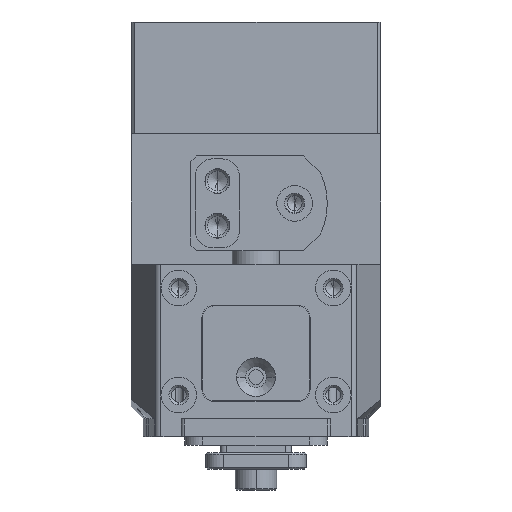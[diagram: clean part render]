
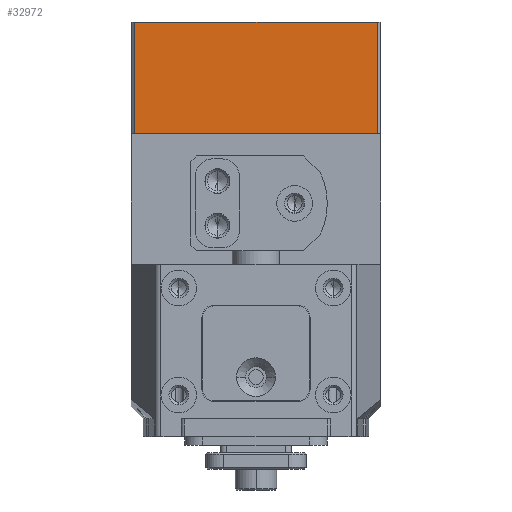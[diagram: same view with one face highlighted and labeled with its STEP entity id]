
A CAD part, left-side view. The second image highlights one B-rep face of the part: STEP entity #32972.
In plain terms, the highlighted face is planar.
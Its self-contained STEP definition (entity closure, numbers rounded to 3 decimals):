
#752 = LINE ( 'NONE', #24014, #46738 ) ;
#1326 = VECTOR ( 'NONE', #34513, 1000. ) ;
#1450 = EDGE_CURVE ( 'NONE', #2979, #41630, #35173, .T. ) ;
#2979 = VERTEX_POINT ( 'NONE', #9970 ) ;
#3439 = AXIS2_PLACEMENT_3D ( 'NONE', #16056, #34560, #20052 ) ;
#3749 = CARTESIAN_POINT ( 'NONE',  ( 30.4, -21.55, -76.5 ) ) ;
#4756 = CARTESIAN_POINT ( 'NONE',  ( -10.4, -21.55, -76.5 ) ) ;
#5613 = EDGE_CURVE ( 'NONE', #44904, #2979, #27929, .T. ) ;
#6717 = FACE_OUTER_BOUND ( 'NONE', #19488, .T. ) ;
#7608 = VERTEX_POINT ( 'NONE', #4756 ) ;
#7694 = DIRECTION ( 'NONE',  ( 1., 0., 0. ) ) ;
#8791 = CARTESIAN_POINT ( 'NONE',  ( -10.9, -21.55, -76.5 ) ) ;
#9970 = CARTESIAN_POINT ( 'NONE',  ( 30.4, -2.85, -76.5 ) ) ;
#11092 = ORIENTED_EDGE ( 'NONE', *, *, #45552, .F. ) ;
#13282 = ORIENTED_EDGE ( 'NONE', *, *, #1450, .T. ) ;
#13416 = LINE ( 'NONE', #8791, #1326 ) ;
#16056 = CARTESIAN_POINT ( 'NONE',  ( -10.9, -21.55, -76.5 ) ) ;
#19423 = CARTESIAN_POINT ( 'NONE',  ( -10.4, -2.85, -76.5 ) ) ;
#19488 = EDGE_LOOP ( 'NONE', ( #22068, #13282, #11092, #33042 ) ) ;
#20052 = DIRECTION ( 'NONE',  ( -1., 0., 0. ) ) ;
#21860 = DIRECTION ( 'NONE',  ( 0., -1., 0. ) ) ;
#22068 = ORIENTED_EDGE ( 'NONE', *, *, #5613, .T. ) ;
#24014 = CARTESIAN_POINT ( 'NONE',  ( -10.4, -21.55, -76.5 ) ) ;
#25794 = CARTESIAN_POINT ( 'NONE',  ( -10.9, -2.85, -76.5 ) ) ;
#25812 = EDGE_CURVE ( 'NONE', #7608, #44904, #752, .T. ) ;
#25912 = VECTOR ( 'NONE', #21860, 1000. ) ;
#27929 = LINE ( 'NONE', #25794, #28474 ) ;
#28474 = VECTOR ( 'NONE', #7694, 1000. ) ;
#32219 = CARTESIAN_POINT ( 'NONE',  ( 30.4, -21.55, -76.5 ) ) ;
#32972 = ADVANCED_FACE ( 'NONE', ( #6717 ), #45622, .F. ) ;
#33042 = ORIENTED_EDGE ( 'NONE', *, *, #25812, .T. ) ;
#34513 = DIRECTION ( 'NONE',  ( 1., 0., 0. ) ) ;
#34560 = DIRECTION ( 'NONE',  ( 0., 0., 1. ) ) ;
#35173 = LINE ( 'NONE', #3749, #25912 ) ;
#41630 = VERTEX_POINT ( 'NONE', #32219 ) ;
#44904 = VERTEX_POINT ( 'NONE', #19423 ) ;
#45552 = EDGE_CURVE ( 'NONE', #7608, #41630, #13416, .T. ) ;
#45622 = PLANE ( 'NONE',  #3439 ) ;
#46519 = DIRECTION ( 'NONE',  ( 0., 1., 0. ) ) ;
#46738 = VECTOR ( 'NONE', #46519, 1000. ) ;
